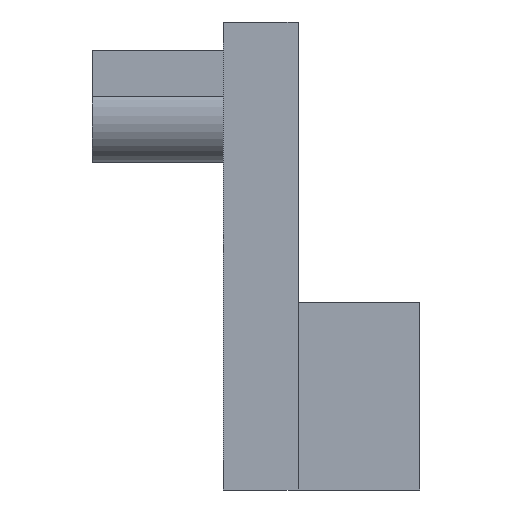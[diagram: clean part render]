
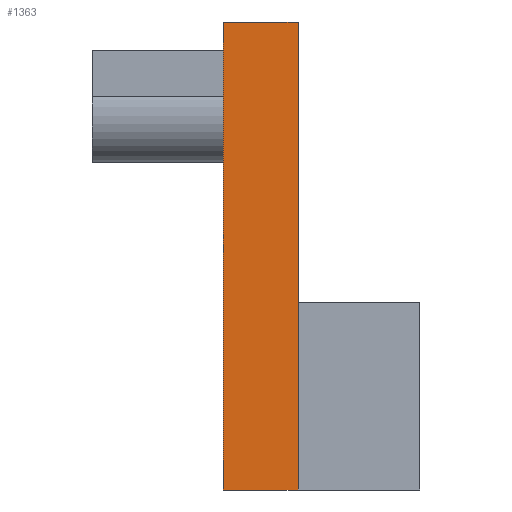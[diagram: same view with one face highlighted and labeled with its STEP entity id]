
A CAD part, left-side view. The second image highlights one B-rep face of the part: STEP entity #1363.
In plain terms, the highlighted planar face has unit normal (-1, 0, 0).
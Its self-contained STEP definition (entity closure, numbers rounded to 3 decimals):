
#6 = FACE_OUTER_BOUND ( 'NONE', #1021, .T. ) ;
#29 = CARTESIAN_POINT ( 'NONE',  ( -39., 0., -12.5 ) ) ;
#44 = CARTESIAN_POINT ( 'NONE',  ( -39., 0., 12.5 ) ) ;
#94 = ORIENTED_EDGE ( 'NONE', *, *, #244, .T. ) ;
#111 = CARTESIAN_POINT ( 'NONE',  ( -39., 4., 12.5 ) ) ;
#113 = ORIENTED_EDGE ( 'NONE', *, *, #988, .T. ) ;
#115 = CARTESIAN_POINT ( 'NONE',  ( -39., 4., 12.5 ) ) ;
#143 = CARTESIAN_POINT ( 'NONE',  ( -39., 0., 12.5 ) ) ;
#230 = VECTOR ( 'NONE', #1106, 1000. ) ;
#244 = EDGE_CURVE ( 'NONE', #674, #927, #1320, .T. ) ;
#371 = PLANE ( 'NONE',  #1155 ) ;
#490 = DIRECTION ( 'NONE',  ( 0., -1., 0. ) ) ;
#505 = ORIENTED_EDGE ( 'NONE', *, *, #515, .F. ) ;
#515 = EDGE_CURVE ( 'NONE', #983, #1445, #744, .T. ) ;
#531 = CARTESIAN_POINT ( 'NONE',  ( -39., 4., -12.5 ) ) ;
#593 = ORIENTED_EDGE ( 'NONE', *, *, #796, .F. ) ;
#658 = DIRECTION ( 'NONE',  ( 0., 0., 1. ) ) ;
#674 = VERTEX_POINT ( 'NONE', #531 ) ;
#696 = CARTESIAN_POINT ( 'NONE',  ( -39., 4., -12.5 ) ) ;
#703 = VECTOR ( 'NONE', #490, 1000. ) ;
#744 = LINE ( 'NONE', #115, #703 ) ;
#796 = EDGE_CURVE ( 'NONE', #674, #983, #1510, .T. ) ;
#870 = DIRECTION ( 'NONE',  ( 1., 0., 0. ) ) ;
#926 = CARTESIAN_POINT ( 'NONE',  ( -39., 4., 12.5 ) ) ;
#927 = VERTEX_POINT ( 'NONE', #29 ) ;
#983 = VERTEX_POINT ( 'NONE', #926 ) ;
#988 = EDGE_CURVE ( 'NONE', #927, #1445, #1188, .T. ) ;
#992 = DIRECTION ( 'NONE',  ( 0., 0., -1. ) ) ;
#1021 = EDGE_LOOP ( 'NONE', ( #113, #505, #593, #94 ) ) ;
#1106 = DIRECTION ( 'NONE',  ( 0., 0., 1. ) ) ;
#1155 = AXIS2_PLACEMENT_3D ( 'NONE', #111, #870, #992 ) ;
#1188 = LINE ( 'NONE', #44, #1659 ) ;
#1320 = LINE ( 'NONE', #696, #1452 ) ;
#1363 = ADVANCED_FACE ( 'NONE', ( #6 ), #371, .F. ) ;
#1445 = VERTEX_POINT ( 'NONE', #143 ) ;
#1452 = VECTOR ( 'NONE', #1477, 1000. ) ;
#1477 = DIRECTION ( 'NONE',  ( 0., -1., 0. ) ) ;
#1510 = LINE ( 'NONE', #1601, #230 ) ;
#1601 = CARTESIAN_POINT ( 'NONE',  ( -39., 4., 12.5 ) ) ;
#1659 = VECTOR ( 'NONE', #658, 1000. ) ;
